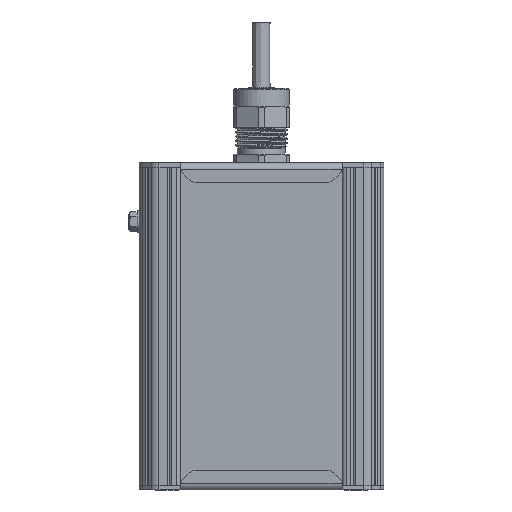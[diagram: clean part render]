
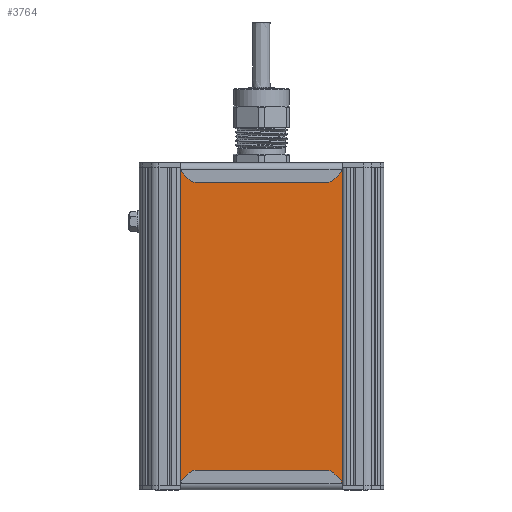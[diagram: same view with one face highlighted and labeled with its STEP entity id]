
A CAD part, front view. The second image highlights one B-rep face of the part: STEP entity #3764.
In plain terms, the highlighted face is planar.
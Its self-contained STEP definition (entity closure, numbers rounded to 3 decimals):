
#3764=ADVANCED_FACE('',(#10543),#10545,.T.);
#10543=FACE_BOUND('',#10544,.T.);
#10544=EDGE_LOOP('',(#38710,#38711,#38712,#38713));
#10545=PLANE('',#10546);
#10546=AXIS2_PLACEMENT_3D('',#10547,#10548,#10549);
#10547=CARTESIAN_POINT('',(120.465,593.492,117.308));
#10548=DIRECTION('',(0.,0.,-1.));
#10549=DIRECTION('',(0.,1.,0.));
#38710=ORIENTED_EDGE('',*,*,#45066,.T.);
#38711=ORIENTED_EDGE('',*,*,#45065,.F.);
#38712=ORIENTED_EDGE('',*,*,#45067,.T.);
#38713=ORIENTED_EDGE('',*,*,#45068,.T.);
#45065=EDGE_CURVE('',#49317,#49315,#49319,.T.);
#45066=EDGE_CURVE('',#49320,#49315,#49321,.T.);
#45067=EDGE_CURVE('',#49317,#49322,#49323,.T.);
#45068=EDGE_CURVE('',#49322,#49320,#49324,.T.);
#49315=VERTEX_POINT('',#61254);
#49317=VERTEX_POINT('',#61258);
#49319=LINE('',#61262,#61263);
#49320=VERTEX_POINT('',#61265);
#49321=LINE('',#61266,#61267);
#49322=VERTEX_POINT('',#61269);
#49323=LINE('',#61270,#61271);
#49324=LINE('',#61273,#61274);
#61254=CARTESIAN_POINT('',(266.465,593.492,117.308));
#61258=CARTESIAN_POINT('',(120.465,593.492,117.308));
#61262=CARTESIAN_POINT('',(120.465,593.492,117.308));
#61263=VECTOR('',#61264,1.);
#61264=DIRECTION('',(1.,0.,0.));
#61265=CARTESIAN_POINT('',(266.465,679.838,117.308));
#61266=CARTESIAN_POINT('',(266.465,679.838,117.308));
#61267=VECTOR('',#61268,1.);
#61268=DIRECTION('',(0.,-1.,0.));
#61269=CARTESIAN_POINT('',(120.465,679.838,117.308));
#61270=CARTESIAN_POINT('',(120.465,593.492,117.308));
#61271=VECTOR('',#61272,1.);
#61272=DIRECTION('',(0.,1.,0.));
#61273=CARTESIAN_POINT('',(120.465,679.838,117.308));
#61274=VECTOR('',#61275,1.);
#61275=DIRECTION('',(1.,0.,0.));
